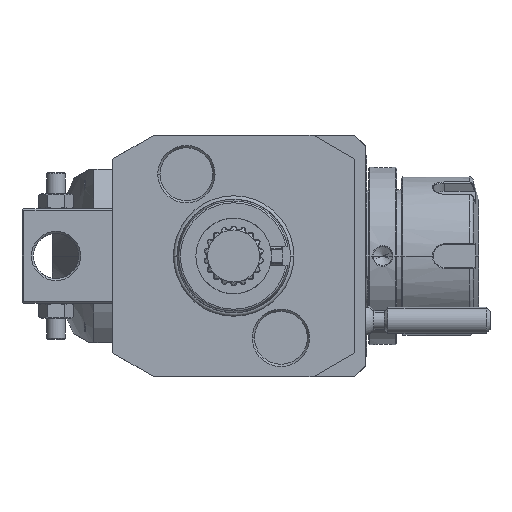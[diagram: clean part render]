
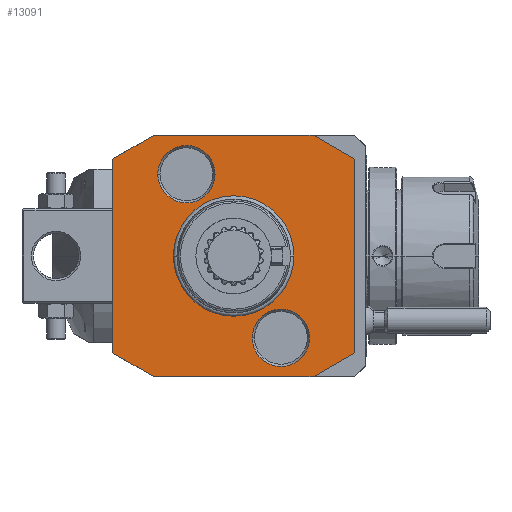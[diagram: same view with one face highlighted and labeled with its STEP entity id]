
A CAD part, front view. The second image highlights one B-rep face of the part: STEP entity #13091.
In plain terms, the highlighted planar face has unit normal (0, -1, 0).
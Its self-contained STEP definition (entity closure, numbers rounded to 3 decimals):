
#1=DIRECTION('',(0.866,0.,-0.5));
#2=VECTOR('',#1,12.702);
#3=CARTESIAN_POINT('',(21.,0.,32.));
#4=LINE('',#3,#2);
#5=DIRECTION('',(0.,0.,1.));
#6=VECTOR('',#5,51.298);
#7=CARTESIAN_POINT('',(32.,0.,-25.649));
#8=LINE('',#7,#6);
#9=DIRECTION('',(-0.866,0.,-0.5));
#10=VECTOR('',#9,12.702);
#11=CARTESIAN_POINT('',(32.,0.,-25.649));
#12=LINE('',#11,#10);
#13=DIRECTION('',(1.,0.,0.));
#14=VECTOR('',#13,42.);
#15=CARTESIAN_POINT('',(-21.,0.,-32.));
#16=LINE('',#15,#14);
#17=DIRECTION('',(0.866,0.,-0.5));
#18=VECTOR('',#17,12.702);
#19=CARTESIAN_POINT('',(-32.,0.,-25.649));
#20=LINE('',#19,#18);
#21=DIRECTION('',(0.,0.,-1.));
#22=VECTOR('',#21,51.298);
#23=CARTESIAN_POINT('',(-32.,0.,25.649));
#24=LINE('',#23,#22);
#25=DIRECTION('',(-0.866,0.,-0.5));
#26=VECTOR('',#25,12.702);
#27=CARTESIAN_POINT('',(-21.,0.,32.));
#28=LINE('',#27,#26);
#29=DIRECTION('',(-1.,0.,0.));
#30=VECTOR('',#29,42.);
#31=CARTESIAN_POINT('',(21.,0.,32.));
#32=LINE('',#31,#30);
#33=CARTESIAN_POINT('',(-12.5,0.,21.651));
#34=DIRECTION('',(0.,1.,0.));
#35=DIRECTION('',(1.,0.,0.));
#36=AXIS2_PLACEMENT_3D('',#33,#34,#35);
#38=CARTESIAN_POINT('',(-12.5,0.,21.651));
#39=DIRECTION('',(0.,1.,0.));
#40=DIRECTION('',(-1.,0.,0.));
#41=AXIS2_PLACEMENT_3D('',#38,#39,#40);
#43=CARTESIAN_POINT('',(12.5,0.,-21.651));
#44=DIRECTION('',(0.,1.,0.));
#45=DIRECTION('',(-1.,0.,0.));
#46=AXIS2_PLACEMENT_3D('',#43,#44,#45);
#48=CARTESIAN_POINT('',(12.5,0.,-21.651));
#49=DIRECTION('',(0.,1.,0.));
#50=DIRECTION('',(1.,0.,0.));
#51=AXIS2_PLACEMENT_3D('',#48,#49,#50);
#7205=CARTESIAN_POINT('',(0.,0.,0.));
#7206=DIRECTION('',(0.,-1.,0.));
#7207=DIRECTION('',(1.,0.,0.));
#7208=AXIS2_PLACEMENT_3D('',#7205,#7206,#7207);
#7210=CARTESIAN_POINT('',(0.,0.,0.));
#7211=DIRECTION('',(0.,-1.,0.));
#7212=DIRECTION('',(-1.,0.,0.));
#7213=AXIS2_PLACEMENT_3D('',#7210,#7211,#7212);
#11687=CARTESIAN_POINT('',(-4.923,0.,21.651));
#11688=CARTESIAN_POINT('',(-20.077,0.,21.651));
#11689=VERTEX_POINT('',#11687);
#11690=VERTEX_POINT('',#11688);
#11799=CARTESIAN_POINT('',(4.923,0.,-21.651));
#11800=CARTESIAN_POINT('',(20.077,0.,-21.651));
#11801=VERTEX_POINT('',#11799);
#11802=VERTEX_POINT('',#11800);
#12686=CARTESIAN_POINT('',(-21.,0.,32.));
#12687=CARTESIAN_POINT('',(-32.,0.,25.649));
#12688=VERTEX_POINT('',#12686);
#12689=VERTEX_POINT('',#12687);
#12690=CARTESIAN_POINT('',(-32.,0.,-25.649));
#12691=VERTEX_POINT('',#12690);
#12692=CARTESIAN_POINT('',(-21.,0.,-32.));
#12693=VERTEX_POINT('',#12692);
#12698=CARTESIAN_POINT('',(21.,0.,32.));
#12699=CARTESIAN_POINT('',(32.,0.,25.649));
#12700=VERTEX_POINT('',#12698);
#12701=VERTEX_POINT('',#12699);
#12702=CARTESIAN_POINT('',(32.,0.,-25.649));
#12703=CARTESIAN_POINT('',(21.,0.,-32.));
#12704=VERTEX_POINT('',#12702);
#12705=VERTEX_POINT('',#12703);
#12890=CARTESIAN_POINT('',(15.783,0.,0.));
#12891=CARTESIAN_POINT('',(-15.783,0.,0.));
#12892=VERTEX_POINT('',#12890);
#12893=VERTEX_POINT('',#12891);
#13050=CARTESIAN_POINT('',(0.,0.,0.));
#13051=DIRECTION('',(0.,-1.,0.));
#13052=DIRECTION('',(-1.,0.,0.));
#13053=AXIS2_PLACEMENT_3D('',#13050,#13051,#13052);
#13054=PLANE('',#13053);
#13056=ORIENTED_EDGE('',*,*,#13055,.T.);
#13058=ORIENTED_EDGE('',*,*,#13057,.F.);
#13060=ORIENTED_EDGE('',*,*,#13059,.T.);
#13062=ORIENTED_EDGE('',*,*,#13061,.F.);
#13064=ORIENTED_EDGE('',*,*,#13063,.F.);
#13066=ORIENTED_EDGE('',*,*,#13065,.F.);
#13068=ORIENTED_EDGE('',*,*,#13067,.F.);
#13070=ORIENTED_EDGE('',*,*,#13069,.F.);
#13071=EDGE_LOOP('',(#13056,#13058,#13060,#13062,#13064,#13066,#13068,#13070));
#13072=FACE_OUTER_BOUND('',#13071,.F.);
#13074=ORIENTED_EDGE('',*,*,#13073,.T.);
#13076=ORIENTED_EDGE('',*,*,#13075,.T.);
#13077=EDGE_LOOP('',(#13074,#13076));
#13078=FACE_BOUND('',#13077,.F.);
#13080=ORIENTED_EDGE('',*,*,#13079,.F.);
#13082=ORIENTED_EDGE('',*,*,#13081,.F.);
#13083=EDGE_LOOP('',(#13080,#13082));
#13084=FACE_BOUND('',#13083,.F.);
#13086=ORIENTED_EDGE('',*,*,#13085,.F.);
#13088=ORIENTED_EDGE('',*,*,#13087,.F.);
#13089=EDGE_LOOP('',(#13086,#13088));
#13090=FACE_BOUND('',#13089,.F.);
#37=CIRCLE('',#36,7.577);
#42=CIRCLE('',#41,7.577);
#47=CIRCLE('',#46,7.577);
#52=CIRCLE('',#51,7.577);
#7209=CIRCLE('',#7208,15.783);
#7214=CIRCLE('',#7213,15.783);
#13055=EDGE_CURVE('',#12700,#12701,#4,.T.);
#13057=EDGE_CURVE('',#12704,#12701,#8,.T.);
#13059=EDGE_CURVE('',#12704,#12705,#12,.T.);
#13061=EDGE_CURVE('',#12693,#12705,#16,.T.);
#13063=EDGE_CURVE('',#12691,#12693,#20,.T.);
#13065=EDGE_CURVE('',#12689,#12691,#24,.T.);
#13067=EDGE_CURVE('',#12688,#12689,#28,.T.);
#13069=EDGE_CURVE('',#12700,#12688,#32,.T.);
#13073=EDGE_CURVE('',#12892,#12893,#7209,.T.);
#13075=EDGE_CURVE('',#12893,#12892,#7214,.T.);
#13079=EDGE_CURVE('',#11689,#11690,#37,.T.);
#13081=EDGE_CURVE('',#11690,#11689,#42,.T.);
#13085=EDGE_CURVE('',#11801,#11802,#47,.T.);
#13087=EDGE_CURVE('',#11802,#11801,#52,.T.);
#13091=ADVANCED_FACE('',(#13072,#13078,#13084,#13090),#13054,.T.);
